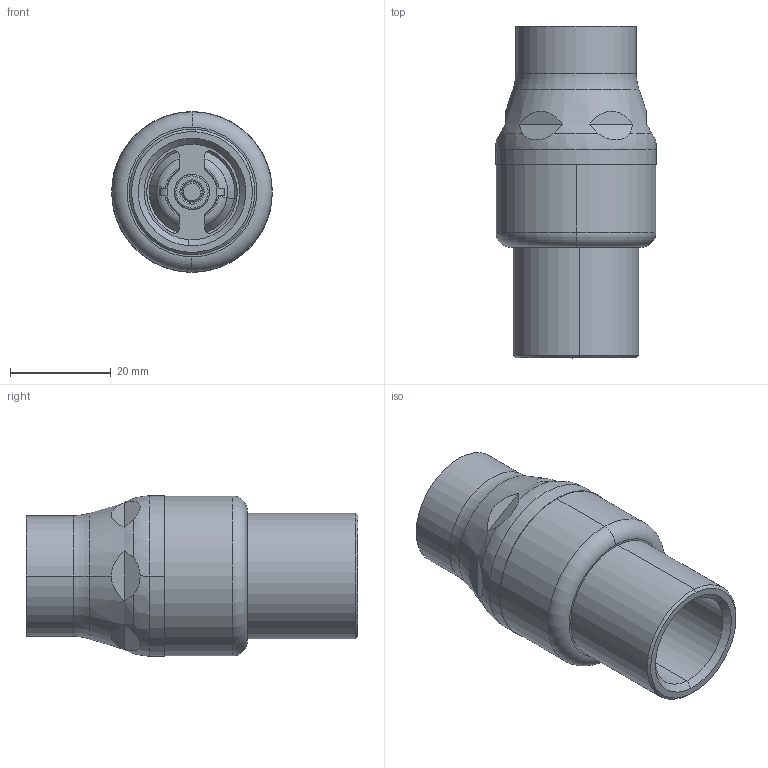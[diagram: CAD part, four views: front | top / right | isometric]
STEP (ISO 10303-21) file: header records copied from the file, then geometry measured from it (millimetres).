
FILE_DESCRIPTION (( 'STEP AP203' ), '1' );
FILE_NAME ('06M1772.STEP', '2024-07-08T10:11:10', ( '' ), ( '' ), 'SwSTEP 2.0', 'SolidWorks 2016', '' );
FILE_SCHEMA (( 'CONFIG_CONTROL_DESIGN' ));
Length unit declared in the file: millimetre
Products named in the file (15): 06M1775; 06M1772; 06N9605; 06M1777-01; 04N9601; 06N9608; 06F97003; 06N9601; 06D1812; 05D1810; 06I9707; 06M1774; 05M9502; 06M1773; 06M1776
Assembly tree (14 placements, depth 3):
  06M1772
    06N9605
    06I9707
    06M1773
    04N9601
    06N9608
    06M1774
      06M1775
      06M1776
    06N9601
    05M9502
    06F97003
    06D1812
      06M1777-01
      05D1810
Bounding box: 32 x 66 x 32 mm (x, y, z)
Volume: 16609.6 mm3; surface area: 18506.5 mm2
Topology: 12 solids, 12 shells, 278 faces, 618 edges, 380 vertices
Faces by surface type: cylinder 100, plane 76, torus 52, cone 48, bspline 2
Entity records: 13777 total; most frequent: CARTESIAN_POINT 5719, DIRECTION 1548, ORIENTED_EDGE 1236, AXIS2_PLACEMENT_3D 665, EDGE_CURVE 618, VERTEX_POINT 380, CIRCLE 370, EDGE_LOOP 318
